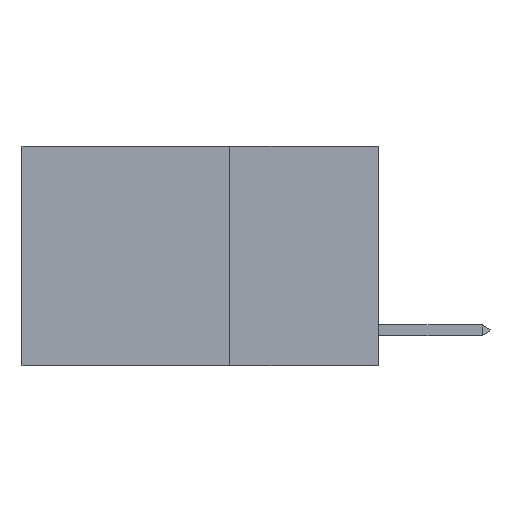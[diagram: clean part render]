
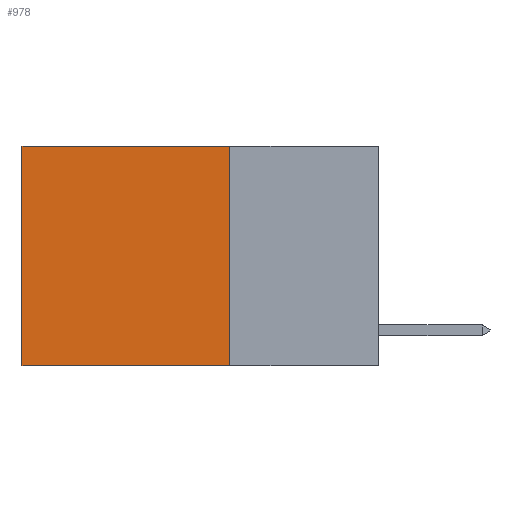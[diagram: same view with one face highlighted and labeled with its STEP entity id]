
A CAD part, left-side view. The second image highlights one B-rep face of the part: STEP entity #978.
In plain terms, the highlighted planar face has unit normal (-1, 0, 0).
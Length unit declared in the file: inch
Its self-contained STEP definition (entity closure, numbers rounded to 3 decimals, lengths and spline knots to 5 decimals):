
#536 = DIRECTION ( 'NONE',  ( 1., 0., 0. ) ) ;
#978 = ADVANCED_FACE ( 'NONE', ( #6446 ), #8157, .F. ) ;
#1227 = VECTOR ( 'NONE', #4090, 39.37008 ) ;
#1798 = VERTEX_POINT ( 'NONE', #3981 ) ;
#2086 = VERTEX_POINT ( 'NONE', #8813 ) ;
#2123 = VERTEX_POINT ( 'NONE', #12082 ) ;
#2599 = VERTEX_POINT ( 'NONE', #10861 ) ;
#2859 = DIRECTION ( 'NONE',  ( 0., 1., 0. ) ) ;
#3132 = EDGE_CURVE ( 'NONE', #1798, #2086, #3778, .T. ) ;
#3229 = DIRECTION ( 'NONE',  ( 0., 0., -1. ) ) ;
#3379 = CARTESIAN_POINT ( 'NONE',  ( 0.2625, 0.25, 0. ) ) ;
#3442 = VECTOR ( 'NONE', #4821, 39.37008 ) ;
#3778 = LINE ( 'NONE', #8765, #1227 ) ;
#3981 = CARTESIAN_POINT ( 'NONE',  ( 0.2625, 0.6, 0. ) ) ;
#4090 = DIRECTION ( 'NONE',  ( 0., 0., -1. ) ) ;
#4473 = VECTOR ( 'NONE', #2859, 39.37008 ) ;
#4821 = DIRECTION ( 'NONE',  ( 0., 1., 0. ) ) ;
#4912 = ORIENTED_EDGE ( 'NONE', *, *, #6855, .F. ) ;
#4925 = CARTESIAN_POINT ( 'NONE',  ( 0.2625, 0.25, -0.37 ) ) ;
#5165 = CARTESIAN_POINT ( 'NONE',  ( 0.2625, 0.25, 0. ) ) ;
#5462 = DIRECTION ( 'NONE',  ( 0., 0., -1. ) ) ;
#6446 = FACE_OUTER_BOUND ( 'NONE', #9271, .T. ) ;
#6832 = EDGE_CURVE ( 'NONE', #2123, #2086, #9521, .T. ) ;
#6855 = EDGE_CURVE ( 'NONE', #2599, #2123, #7946, .T. ) ;
#7402 = EDGE_CURVE ( 'NONE', #2599, #1798, #9706, .T. ) ;
#7900 = AXIS2_PLACEMENT_3D ( 'NONE', #3379, #536, #5462 ) ;
#7946 = LINE ( 'NONE', #5165, #10807 ) ;
#8157 = PLANE ( 'NONE',  #7900 ) ;
#8765 = CARTESIAN_POINT ( 'NONE',  ( 0.2625, 0.6, 0. ) ) ;
#8813 = CARTESIAN_POINT ( 'NONE',  ( 0.2625, 0.6, -0.37 ) ) ;
#9050 = ORIENTED_EDGE ( 'NONE', *, *, #6832, .F. ) ;
#9271 = EDGE_LOOP ( 'NONE', ( #11588, #9050, #4912, #10793 ) ) ;
#9521 = LINE ( 'NONE', #4925, #3442 ) ;
#9706 = LINE ( 'NONE', #10287, #4473 ) ;
#10287 = CARTESIAN_POINT ( 'NONE',  ( 0.2625, 0.25, 0. ) ) ;
#10793 = ORIENTED_EDGE ( 'NONE', *, *, #7402, .T. ) ;
#10807 = VECTOR ( 'NONE', #3229, 39.37008 ) ;
#10861 = CARTESIAN_POINT ( 'NONE',  ( 0.2625, 0.25, 0. ) ) ;
#11588 = ORIENTED_EDGE ( 'NONE', *, *, #3132, .T. ) ;
#12082 = CARTESIAN_POINT ( 'NONE',  ( 0.2625, 0.25, -0.37 ) ) ;
